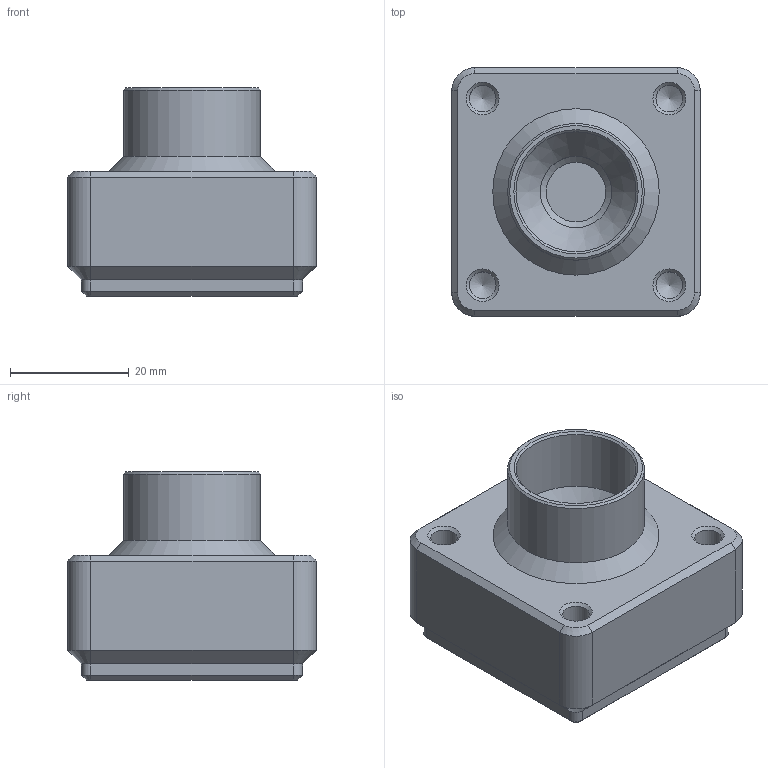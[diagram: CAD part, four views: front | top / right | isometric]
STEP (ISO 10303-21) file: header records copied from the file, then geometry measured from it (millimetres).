
FILE_DESCRIPTION(/* description */ (''),/* implementation_level */ '2;1');
FILE_NAME(/* name */ 'Gridfinity Engineer SS-02 stand v4.step',/* time_stamp */ '2023-02-22T08:08:17+01:00',/* author */ (''),/* organization */ (''),/* preprocessor_version */ 'ST-DEVELOPER v19.2',/* originating_system */ 'Autodesk Translation Framework v11.17.0.187',/* authorisation */ '');
FILE_SCHEMA (('AUTOMOTIVE_DESIGN { 1 0 10303 214 3 1 1 }'));
Length unit declared in the file: millimetre
Products named in the file (2): Gridfinity Engineer SS-02 stand; Gridfinity bin 1x1x0
Assembly tree (1 placements, depth 2):
  Gridfinity Engineer SS-02 stand
    Gridfinity bin 1x1x0
Bounding box: 41.8 x 41.8 x 35 mm (x, y, z)
Volume: 33129.4 mm3; surface area: 9750.7 mm2
Topology: 1 solids, 1 shells, 100 faces, 228 edges, 136 vertices
Faces by surface type: plane 52, cone 25, cylinder 23
Full cylindrical faces by diameter (mm): 3 x4, 4.5 x4, 6.5 x4, 12 x1, 20.2 x1, 23 x1
Entity records: 2813 total; most frequent: DIRECTION 522, CARTESIAN_POINT 463, ORIENTED_EDGE 448, EDGE_CURVE 224, AXIS2_PLACEMENT_3D 195, VERTEX_POINT 136, LINE 132, VECTOR 132
